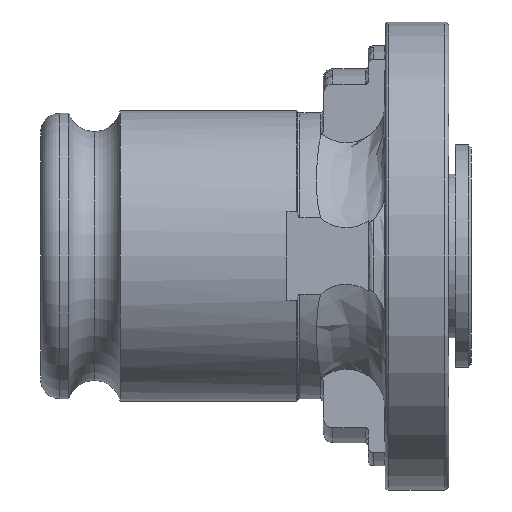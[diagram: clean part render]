
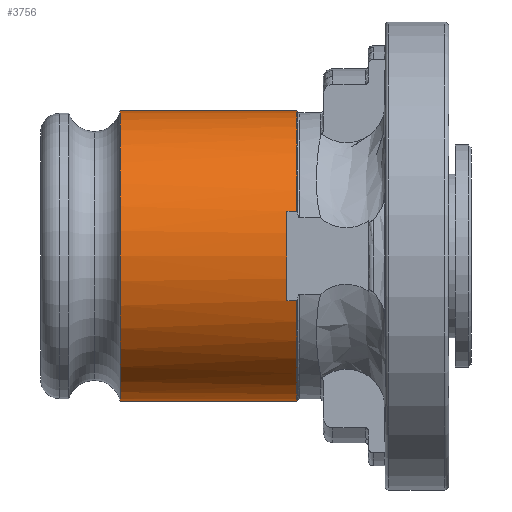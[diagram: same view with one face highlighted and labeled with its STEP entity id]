
A CAD part, front view. The second image highlights one B-rep face of the part: STEP entity #3756.
In plain terms, the highlighted cylindrical face has radius 15.5 mm (diameter 31 mm), a partial arc.
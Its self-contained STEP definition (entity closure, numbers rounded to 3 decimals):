
#38 = CIRCLE ( 'NONE', #2933, 15.5 ) ;
#49 = LINE ( 'NONE', #1776, #52 ) ;
#52 = VECTOR ( 'NONE', #1766, 1000. ) ;
#65 = CIRCLE ( 'NONE', #2948, 15.5 ) ;
#109 = LINE ( 'NONE', #1950, #113 ) ;
#113 = VECTOR ( 'NONE', #1948, 1000. ) ;
#309 = FACE_OUTER_BOUND ( 'NONE', #2500, .T. ) ;
#311 = CYLINDRICAL_SURFACE ( 'NONE', #3084, 15.5 ) ;
#421 = CIRCLE ( 'NONE', #3153, 15.5 ) ;
#423 = LINE ( 'NONE', #979, #426 ) ;
#425 = CIRCLE ( 'NONE', #3157, 15.5 ) ;
#426 = VECTOR ( 'NONE', #982, 1000. ) ;
#488 = LINE ( 'NONE', #1214, #491 ) ;
#491 = VECTOR ( 'NONE', #1215, 1000. ) ;
#951 = CARTESIAN_POINT ( 'NONE',  ( 27.336, 0., 0. ) ) ;
#952 = DIRECTION ( 'NONE',  ( -1., 0., 0. ) ) ;
#953 = DIRECTION ( 'NONE',  ( 0., 0., 1. ) ) ;
#979 = CARTESIAN_POINT ( 'NONE',  ( -29.89, -14.75, -4.763 ) ) ;
#982 = DIRECTION ( 'NONE',  ( 1., 0., 0. ) ) ;
#990 = CARTESIAN_POINT ( 'NONE',  ( 26.3, 0., 0. ) ) ;
#991 = DIRECTION ( 'NONE',  ( 1., 0., 0. ) ) ;
#992 = DIRECTION ( 'NONE',  ( 0., 0., -1. ) ) ;
#1214 = CARTESIAN_POINT ( 'NONE',  ( -29.89, -14.75, 4.763 ) ) ;
#1215 = DIRECTION ( 'NONE',  ( -1., 0., 0. ) ) ;
#1243 = CARTESIAN_POINT ( 'NONE',  ( 8.5, 0., -15.5 ) ) ;
#1247 = CARTESIAN_POINT ( 'NONE',  ( 8.5, 0., 15.5 ) ) ;
#1274 = CARTESIAN_POINT ( 'NONE',  ( 27.336, -14.75, 4.763 ) ) ;
#1280 = CARTESIAN_POINT ( 'NONE',  ( 27.336, 0., 15.5 ) ) ;
#1282 = CARTESIAN_POINT ( 'NONE',  ( 27.336, 0., -15.5 ) ) ;
#1445 = CARTESIAN_POINT ( 'NONE',  ( 27.336, -14.75, -4.763 ) ) ;
#1447 = CARTESIAN_POINT ( 'NONE',  ( 26.3, -14.75, 4.763 ) ) ;
#1457 = CARTESIAN_POINT ( 'NONE',  ( 26.3, -14.75, -4.763 ) ) ;
#1744 = CARTESIAN_POINT ( 'NONE',  ( 8.5, 0., 0. ) ) ;
#1745 = DIRECTION ( 'NONE',  ( -1., 0., 0. ) ) ;
#1746 = DIRECTION ( 'NONE',  ( 0., 0., 1. ) ) ;
#1766 = DIRECTION ( 'NONE',  ( -1., 0., 0. ) ) ;
#1776 = CARTESIAN_POINT ( 'NONE',  ( -29.89, 0., -15.5 ) ) ;
#1826 = CARTESIAN_POINT ( 'NONE',  ( 27.336, 0., 0. ) ) ;
#1827 = DIRECTION ( 'NONE',  ( -1., 0., 0. ) ) ;
#1828 = DIRECTION ( 'NONE',  ( 0., 0., 1. ) ) ;
#1948 = DIRECTION ( 'NONE',  ( -1., 0., 0. ) ) ;
#1950 = CARTESIAN_POINT ( 'NONE',  ( -29.89, 0., 15.5 ) ) ;
#2236 = VERTEX_POINT ( 'NONE', #1243 ) ;
#2238 = VERTEX_POINT ( 'NONE', #1247 ) ;
#2252 = VERTEX_POINT ( 'NONE', #1274 ) ;
#2255 = VERTEX_POINT ( 'NONE', #1280 ) ;
#2256 = VERTEX_POINT ( 'NONE', #1282 ) ;
#2350 = VERTEX_POINT ( 'NONE', #1445 ) ;
#2351 = VERTEX_POINT ( 'NONE', #1447 ) ;
#2356 = VERTEX_POINT ( 'NONE', #1457 ) ;
#2500 = EDGE_LOOP ( 'NONE', ( #4186, #4187, #4188, #4189, #4190, #4191, #4192, #4193 ) ) ;
#2791 = EDGE_CURVE ( 'NONE', #2236, #2238, #38, .T. ) ;
#2798 = EDGE_CURVE ( 'NONE', #2256, #2236, #49, .T. ) ;
#2812 = EDGE_CURVE ( 'NONE', #2252, #2255, #65, .T. ) ;
#2853 = EDGE_CURVE ( 'NONE', #2255, #2238, #109, .T. ) ;
#2933 = AXIS2_PLACEMENT_3D ( 'NONE', #1744, #1745, #1746 ) ;
#2948 = AXIS2_PLACEMENT_3D ( 'NONE', #1826, #1827, #1828 ) ;
#3084 = AXIS2_PLACEMENT_3D ( 'NONE', #3573, #3574, #3571 ) ;
#3153 = AXIS2_PLACEMENT_3D ( 'NONE', #951, #952, #953 ) ;
#3157 = AXIS2_PLACEMENT_3D ( 'NONE', #990, #991, #992 ) ;
#3571 = DIRECTION ( 'NONE',  ( 0., 0., 1. ) ) ;
#3573 = CARTESIAN_POINT ( 'NONE',  ( -29.89, 0., 0. ) ) ;
#3574 = DIRECTION ( 'NONE',  ( -1., 0., 0. ) ) ;
#3756 = ADVANCED_FACE ( 'NONE', ( #309 ), #311, .T. ) ;
#3902 = EDGE_CURVE ( 'NONE', #2256, #2350, #421, .T. ) ;
#3908 = EDGE_CURVE ( 'NONE', #2356, #2350, #423, .T. ) ;
#3910 = EDGE_CURVE ( 'NONE', #2351, #2356, #425, .T. ) ;
#4186 = ORIENTED_EDGE ( 'NONE', *, *, #2798, .F. ) ;
#4187 = ORIENTED_EDGE ( 'NONE', *, *, #3902, .T. ) ;
#4188 = ORIENTED_EDGE ( 'NONE', *, *, #3908, .F. ) ;
#4189 = ORIENTED_EDGE ( 'NONE', *, *, #3910, .F. ) ;
#4190 = ORIENTED_EDGE ( 'NONE', *, *, #4362, .F. ) ;
#4191 = ORIENTED_EDGE ( 'NONE', *, *, #2812, .T. ) ;
#4192 = ORIENTED_EDGE ( 'NONE', *, *, #2853, .T. ) ;
#4193 = ORIENTED_EDGE ( 'NONE', *, *, #2791, .F. ) ;
#4362 = EDGE_CURVE ( 'NONE', #2252, #2351, #488, .T. ) ;
